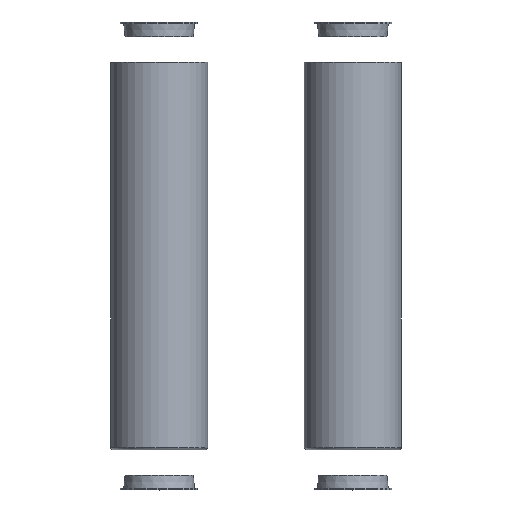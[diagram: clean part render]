
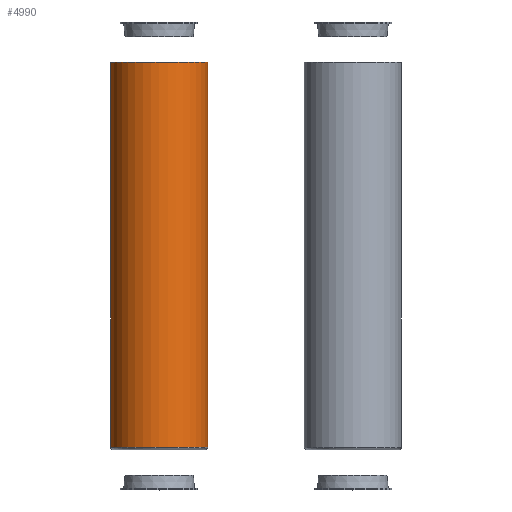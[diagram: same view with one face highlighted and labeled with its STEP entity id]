
A CAD part, top view. The second image highlights one B-rep face of the part: STEP entity #4990.
In plain terms, the highlighted cylindrical face has radius 62.5 mm (diameter 125 mm), a partial arc.
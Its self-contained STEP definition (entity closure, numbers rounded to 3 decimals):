
#4500=CARTESIAN_POINT('',(0.,0.,250.));
#4510=DIRECTION('',(0.,0.,-1.));
#4520=DIRECTION('',(-1.,0.,0.));
#4530=AXIS2_PLACEMENT_3D('',#4500,#4510,#4520);
#4540=CYLINDRICAL_SURFACE('',#4530,62.5);
#4550=CARTESIAN_POINT('',(0.,0.,247.));
#4560=DIRECTION('',(0.,0.,1.));
#4570=DIRECTION('',(0.,1.,0.));
#4580=AXIS2_PLACEMENT_3D('',#4550,#4560,#4570);
#4590=CIRCLE('',#4580,62.5);
#4600=CARTESIAN_POINT('',(0.,62.5,247.));
#4610=VERTEX_POINT('',#4600);
#4620=CARTESIAN_POINT('',(-62.5,0.,247.));
#4630=VERTEX_POINT('',#4620);
#4640=EDGE_CURVE('',#4610,#4630,#4590,.T.);
#4650=ORIENTED_EDGE('',*,*,#4640,.F.);
#4660=CARTESIAN_POINT('',(-62.5,0.,250.));
#4670=DIRECTION('',(0.,0.,-1.));
#4680=VECTOR('',#4670,1.);
#4690=LINE('',#4660,#4680);
#4700=CARTESIAN_POINT('',(-62.5,0.,-250.));
#4710=VERTEX_POINT('',#4700);
#4720=EDGE_CURVE('',#4630,#4710,#4690,.T.);
#4730=ORIENTED_EDGE('',*,*,#4720,.F.);
#4740=CARTESIAN_POINT('',(0.,0.,-250.));
#4750=DIRECTION('',(0.,0.,-1.));
#4760=DIRECTION('',(-1.,0.,0.));
#4770=AXIS2_PLACEMENT_3D('',#4740,#4750,#4760);
#4780=CIRCLE('',#4770,62.5);
#4790=CARTESIAN_POINT('',(0.,62.5,-250.));
#4800=VERTEX_POINT('',#4790);
#4810=EDGE_CURVE('',#4710,#4800,#4780,.T.);
#4820=ORIENTED_EDGE('',*,*,#4810,.F.);
#4830=CARTESIAN_POINT('',(62.5,0.,-250.));
#4840=VERTEX_POINT('',#4830);
#4850=EDGE_CURVE('',#4800,#4840,#4780,.T.);
#4860=ORIENTED_EDGE('',*,*,#4850,.F.);
#4870=CARTESIAN_POINT('',(62.5,0.,250.));
#4880=DIRECTION('',(0.,0.,-1.));
#4890=VECTOR('',#4880,1.);
#4900=LINE('',#4870,#4890);
#4910=CARTESIAN_POINT('',(62.5,0.,247.));
#4920=VERTEX_POINT('',#4910);
#4930=EDGE_CURVE('',#4920,#4840,#4900,.T.);
#4940=ORIENTED_EDGE('',*,*,#4930,.T.);
#4950=EDGE_CURVE('',#4920,#4610,#4590,.T.);
#4960=ORIENTED_EDGE('',*,*,#4950,.F.);
#4970=EDGE_LOOP('',(#4960,#4940,#4860,#4820,#4730,#4650));
#4980=FACE_OUTER_BOUND('',#4970,.T.);
#4990=ADVANCED_FACE('',(#4980),#4540,.T.);
